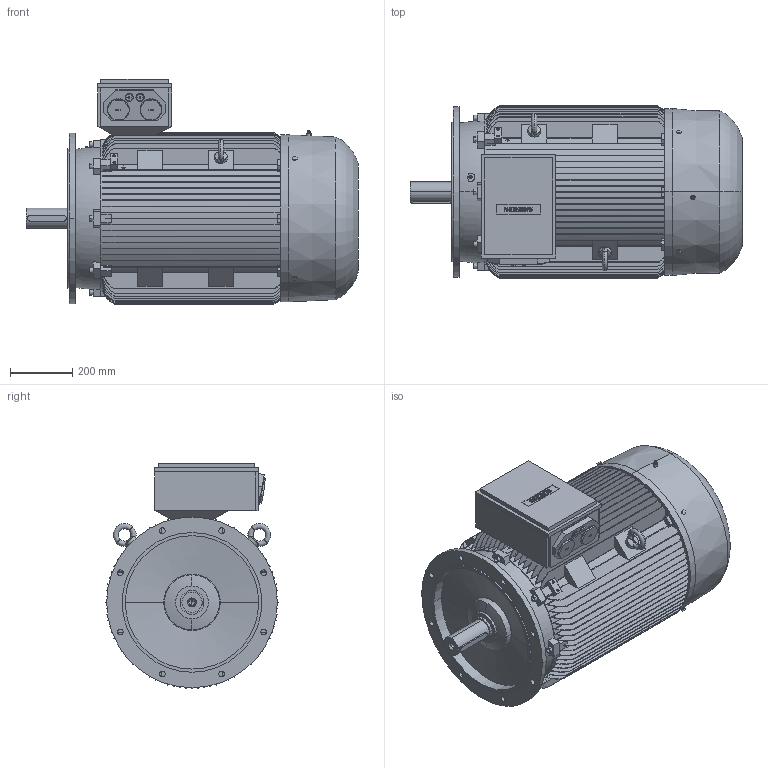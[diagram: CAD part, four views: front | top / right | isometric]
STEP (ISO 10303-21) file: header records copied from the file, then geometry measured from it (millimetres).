
FILE_DESCRIPTION(('STEP AP214'),'1');
FILE_NAME('cctmp_DE9AAF44-ABEF-44D2-90A6-32D77CC3E5BE_2023_06_26_11_34_58_0145..stp','2023-06-26T09:34:59',('SIEMENS A&D'),('CADClick - www.CADClick.com'),'Spatial InterOp 3D',' ','unknown authorization');
FILE_SCHEMA(('AUTOMOTIVE_DESIGN'));
Length unit declared in the file: millimetre
Products named in the file (1): 1
Bounding box: 1070 x 556 x 726 mm (x, y, z)
Volume: 182778434.2 mm3; surface area: 5936107.2 mm2
Topology: 4 solids, 4 shells, 1235 faces, 3394 edges, 2237 vertices
Faces by surface type: plane 757, cylinder 280, torus 170, cone 28
Entity records: 61187 total; most frequent: CARTESIAN_POINT 20459, ORIENTED_EDGE 6784, DIRECTION 5874, EDGE_CURVE 3392, VERTEX_POINT 2237, LINE 2112, VECTOR 2112, AXIS2_PLACEMENT_3D 1881
